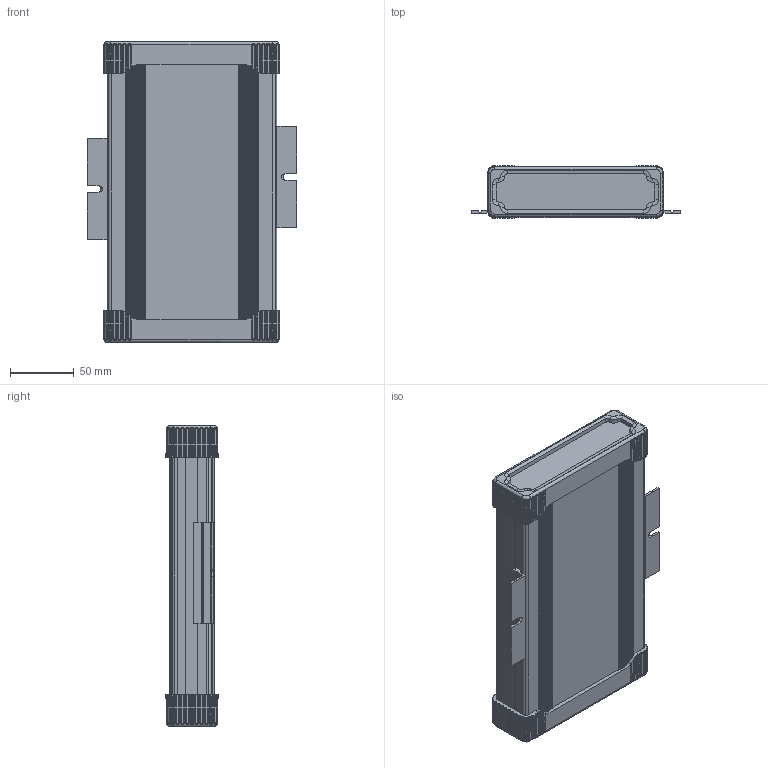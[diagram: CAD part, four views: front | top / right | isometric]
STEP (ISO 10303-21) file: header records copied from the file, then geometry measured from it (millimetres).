
FILE_DESCRIPTION (( 'STEP AP214' ), '1' );
FILE_NAME ('B5-220 Assembly.STEP', '2019-05-14T21:36:30', ( '' ), ( '' ), 'SwSTEP 2.0', 'SolidWorks 2014', '' );
FILE_SCHEMA (( 'AUTOMOTIVE_DESIGN' ));
Length unit declared in the file: millimetre
Products named in the file (9): EC5_END_CAP_OPTIONAL_ACCESSORY_1; MF-80; Screw assembly; Torx Screw M3X0.5; SEALING WASHER; End Plate; SK1 Seal; B5-220 Main Body; B5-220 Assembly
Assembly tree (19 placements, depth 3):
  B5-220 Assembly
    B5-220 Main Body
    SK1 Seal  x2
    End Plate  x2
    Screw assembly  x8
      SEALING WASHER
      Torx Screw M3X0.5
    MF-80  x2
    EC5_END_CAP_OPTIONAL_ACCESSORY_1  x2
Bounding box: 165 x 41 x 236.5 mm (x, y, z)
Volume: 256817.7 mm3; surface area: 243342.1 mm2
Topology: 25 solids, 25 shells, 2161 faces, 5573 edges, 3494 vertices
Faces by surface type: cylinder 681, bspline 678, plane 516, cone 270, torus 16
Entity records: 58531 total; most frequent: CARTESIAN_POINT 25384, ORIENTED_EDGE 5956, DIRECTION 4073, EDGE_CURVE 2978, VERTEX_POINT 1881, AXIS2_PLACEMENT_3D 1406, LINE 1261, VECTOR 1261
